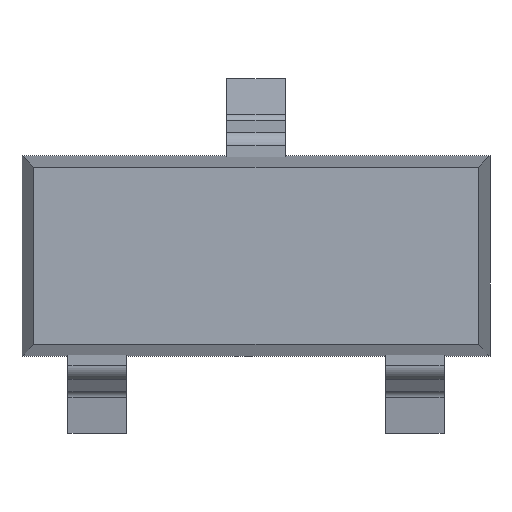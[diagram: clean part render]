
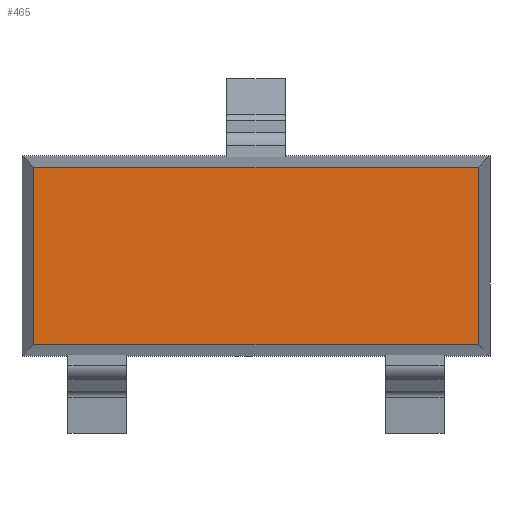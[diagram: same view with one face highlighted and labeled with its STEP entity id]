
A CAD part, top view. The second image highlights one B-rep face of the part: STEP entity #465.
In plain terms, the highlighted planar face has unit normal (0, 0, 1).
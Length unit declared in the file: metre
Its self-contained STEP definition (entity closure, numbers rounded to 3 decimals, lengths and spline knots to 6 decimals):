
#259 = EDGE_CURVE( '', #680, #681, #682, .T. );
#403 = EDGE_CURVE( '', #744, #889, #890, .T. );
#433 = EDGE_CURVE( '', #681, #744, #930, .T. );
#465 = ADVANCED_FACE( '', ( #970 ), #971, .T. );
#501 = EDGE_CURVE( '', #889, #680, #1018, .T. );
#680 = VERTEX_POINT( '', #1222 );
#681 = VERTEX_POINT( '', #1223 );
#682 = LINE( '', #1224, #1225 );
#744 = VERTEX_POINT( '', #1315 );
#889 = VERTEX_POINT( '', #1533 );
#890 = LINE( '', #1534, #1535 );
#930 = LINE( '', #1593, #1594 );
#970 = FACE_OUTER_BOUND( '', #1654, .T. );
#971 = PLANE( '', #1655 );
#1018 = LINE( '', #1717, #1718 );
#1222 = CARTESIAN_POINT( '', ( -0.00133, 0.00053, 0.00098 ) );
#1223 = CARTESIAN_POINT( '', ( 0.00133, 0.00053, 0.00098 ) );
#1224 = CARTESIAN_POINT( '', ( 0., 0.00053, 0.00098 ) );
#1225 = VECTOR( '', #1926, 1. );
#1315 = CARTESIAN_POINT( '', ( 0.00133, -0.00053, 0.00098 ) );
#1533 = CARTESIAN_POINT( '', ( -0.00133, -0.00053, 0.00098 ) );
#1534 = CARTESIAN_POINT( '', ( 0., -0.00053, 0.00098 ) );
#1535 = VECTOR( '', #2166, 1. );
#1593 = CARTESIAN_POINT( '', ( 0.00133, -0.0003, 0.00098 ) );
#1594 = VECTOR( '', #2226, 1. );
#1654 = EDGE_LOOP( '', ( #2283, #2284, #2285, #2286 ) );
#1655 = AXIS2_PLACEMENT_3D( '', #2287, #2288, #2289 );
#1717 = CARTESIAN_POINT( '', ( -0.00133, -0.0003, 0.00098 ) );
#1718 = VECTOR( '', #2371, 1. );
#1926 = DIRECTION( '', ( 1., 0., 0. ) );
#2166 = DIRECTION( '', ( -1., 0., 0. ) );
#2226 = DIRECTION( '', ( 0., -1., 0. ) );
#2283 = ORIENTED_EDGE( '', *, *, #501, .F. );
#2284 = ORIENTED_EDGE( '', *, *, #403, .F. );
#2285 = ORIENTED_EDGE( '', *, *, #433, .F. );
#2286 = ORIENTED_EDGE( '', *, *, #259, .F. );
#2287 = CARTESIAN_POINT( '', ( 0., -0.0006, 0.00098 ) );
#2288 = DIRECTION( '', ( 0., 0., 1. ) );
#2289 = DIRECTION( '', ( 1., 0., 0. ) );
#2371 = DIRECTION( '', ( 0., 1., 0. ) );
